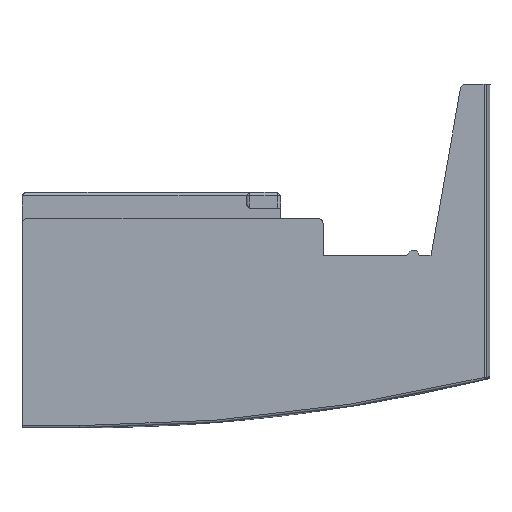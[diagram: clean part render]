
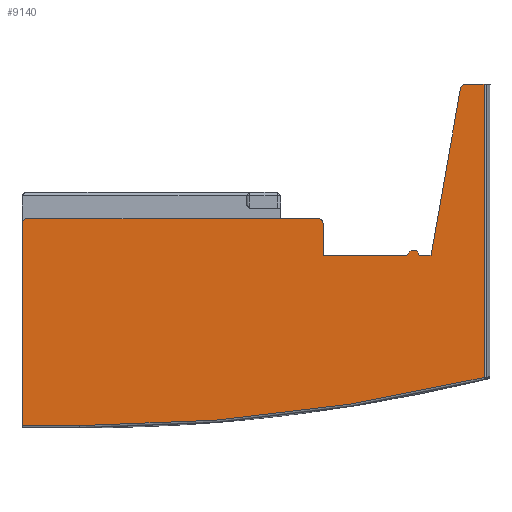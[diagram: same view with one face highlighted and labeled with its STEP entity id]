
A CAD part, left-side view. The second image highlights one B-rep face of the part: STEP entity #9140.
In plain terms, the highlighted planar face has unit normal (-1, 0, 0).
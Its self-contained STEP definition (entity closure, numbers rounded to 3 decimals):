
#89 = ORIENTED_EDGE ( 'NONE', *, *, #3134, .T. ) ;
#135 = ORIENTED_EDGE ( 'NONE', *, *, #4149, .F. ) ;
#140 = CARTESIAN_POINT ( 'NONE',  ( -26.25, -4.2, -40.2 ) ) ;
#184 = VERTEX_POINT ( 'NONE', #3386 ) ;
#239 = CARTESIAN_POINT ( 'NONE',  ( -26.25, 7., -2.08 ) ) ;
#261 = CARTESIAN_POINT ( 'NONE',  ( -26.25, -7.4, -14.5 ) ) ;
#294 = DIRECTION ( 'NONE',  ( 0., 0., 1. ) ) ;
#493 = LINE ( 'NONE', #4073, #2229 ) ;
#533 = EDGE_CURVE ( 'NONE', #6468, #4439, #8623, .T. ) ;
#546 = DIRECTION ( 'NONE',  ( 0., 0., 1. ) ) ;
#619 = DIRECTION ( 'NONE',  ( 0., 1., 0. ) ) ;
#689 = AXIS2_PLACEMENT_3D ( 'NONE', #5198, #6647, #7254 ) ;
#754 = VERTEX_POINT ( 'NONE', #261 ) ;
#914 = AXIS2_PLACEMENT_3D ( 'NONE', #8203, #8055, #4542 ) ;
#952 = VERTEX_POINT ( 'NONE', #6186 ) ;
#1026 = DIRECTION ( 'NONE',  ( 0., 0., 1. ) ) ;
#1084 = ORIENTED_EDGE ( 'NONE', *, *, #1281, .F. ) ;
#1237 = ORIENTED_EDGE ( 'NONE', *, *, #5632, .F. ) ;
#1281 = EDGE_CURVE ( 'NONE', #4998, #3446, #5145, .T. ) ;
#1465 = EDGE_CURVE ( 'NONE', #4439, #952, #5332, .T. ) ;
#1552 = DIRECTION ( 'NONE',  ( 0., 0.707, 0.707 ) ) ;
#1563 = EDGE_CURVE ( 'NONE', #754, #8841, #7652, .T. ) ;
#1719 = EDGE_CURVE ( 'NONE', #5257, #754, #493, .T. ) ;
#1842 = CARTESIAN_POINT ( 'NONE',  ( -26.25, -18.01, -0.518 ) ) ;
#1942 = EDGE_CURVE ( 'NONE', #4518, #184, #6415, .T. ) ;
#2121 = DIRECTION ( 'NONE',  ( 0., -0.985, -0.174 ) ) ;
#2229 = VECTOR ( 'NONE', #9237, 1000. ) ;
#2273 = EDGE_LOOP ( 'NONE', ( #1237, #7005, #7430, #1084, #135, #3131, #5801, #7809, #7706, #89, #4958, #3565, #3278, #7638, #3041, #9180 ) ) ;
#2317 = DIRECTION ( 'NONE',  ( 0., 1., 0. ) ) ;
#2415 = CIRCLE ( 'NONE', #6275, 0.5 ) ;
#2748 = VECTOR ( 'NONE', #619, 1000. ) ;
#2837 = CARTESIAN_POINT ( 'NONE',  ( -26.25, 7.087, -2.573 ) ) ;
#2838 = CARTESIAN_POINT ( 'NONE',  ( -26.25, -7.4, -7.258 ) ) ;
#3041 = ORIENTED_EDGE ( 'NONE', *, *, #1465, .T. ) ;
#3128 = CARTESIAN_POINT ( 'NONE',  ( -26.25, 0., 0. ) ) ;
#3131 = ORIENTED_EDGE ( 'NONE', *, *, #7780, .F. ) ;
#3134 = EDGE_CURVE ( 'NONE', #5257, #8553, #2415, .T. ) ;
#3193 = DIRECTION ( 'NONE',  ( -1., 0., 0. ) ) ;
#3278 = ORIENTED_EDGE ( 'NONE', *, *, #5924, .F. ) ;
#3386 = CARTESIAN_POINT ( 'NONE',  ( -26.25, 7.087, -2.573 ) ) ;
#3398 = VECTOR ( 'NONE', #546, 1000. ) ;
#3418 = CARTESIAN_POINT ( 'NONE',  ( -26.25, -22.2, -35.7 ) ) ;
#3446 = VERTEX_POINT ( 'NONE', #3864 ) ;
#3565 = ORIENTED_EDGE ( 'NONE', *, *, #5968, .T. ) ;
#3582 = CARTESIAN_POINT ( 'NONE',  ( -26.25, -7., -6.858 ) ) ;
#3765 = LINE ( 'NONE', #6721, #6587 ) ;
#3835 = VECTOR ( 'NONE', #5689, 1000. ) ;
#3864 = CARTESIAN_POINT ( 'NONE',  ( -26.25, -7.4, -5.127 ) ) ;
#3934 = VERTEX_POINT ( 'NONE', #8954 ) ;
#3998 = PLANE ( 'NONE',  #9158 ) ;
#4073 = CARTESIAN_POINT ( 'NONE',  ( -26.25, -4.7, -14.5 ) ) ;
#4149 = EDGE_CURVE ( 'NONE', #3934, #4998, #3765, .T. ) ;
#4216 = CARTESIAN_POINT ( 'NONE',  ( -26.25, 7.5, -2.08 ) ) ;
#4270 = LINE ( 'NONE', #3582, #3398 ) ;
#4288 = VERTEX_POINT ( 'NONE', #140 ) ;
#4342 = CARTESIAN_POINT ( 'NONE',  ( -26.25, 7.5, -2.08 ) ) ;
#4439 = VERTEX_POINT ( 'NONE', #3418 ) ;
#4518 = VERTEX_POINT ( 'NONE', #4342 ) ;
#4542 = DIRECTION ( 'NONE',  ( 0., 1., 0. ) ) ;
#4641 = VECTOR ( 'NONE', #8008, 1000. ) ;
#4686 = FACE_OUTER_BOUND ( 'NONE', #2273, .T. ) ;
#4720 = AXIS2_PLACEMENT_3D ( 'NONE', #239, #5478, #2317 ) ;
#4725 = CARTESIAN_POINT ( 'NONE',  ( -26.25, 7.5, -0.518 ) ) ;
#4840 = LINE ( 'NONE', #1842, #4641 ) ;
#4958 = ORIENTED_EDGE ( 'NONE', *, *, #9461, .F. ) ;
#4980 = VECTOR ( 'NONE', #2121, 1000. ) ;
#4998 = VERTEX_POINT ( 'NONE', #6939 ) ;
#5002 = VERTEX_POINT ( 'NONE', #4725 ) ;
#5016 = VECTOR ( 'NONE', #1026, 1000. ) ;
#5085 = VECTOR ( 'NONE', #8064, 1000. ) ;
#5145 = LINE ( 'NONE', #7387, #5085 ) ;
#5198 = CARTESIAN_POINT ( 'NONE',  ( -26.25, 127.6, -35.7 ) ) ;
#5257 = VERTEX_POINT ( 'NONE', #7122 ) ;
#5283 = CARTESIAN_POINT ( 'NONE',  ( -26.25, -7.4, -7.258 ) ) ;
#5332 = CIRCLE ( 'NONE', #689, 149.8 ) ;
#5395 = CARTESIAN_POINT ( 'NONE',  ( -26.25, -4.2, -15. ) ) ;
#5470 = VERTEX_POINT ( 'NONE', #6141 ) ;
#5478 = DIRECTION ( 'NONE',  ( -1., 0., 0. ) ) ;
#5632 = EDGE_CURVE ( 'NONE', #4518, #5002, #6576, .T. ) ;
#5689 = DIRECTION ( 'NONE',  ( 0., 0., 1. ) ) ;
#5781 = VECTOR ( 'NONE', #7494, 1000. ) ;
#5801 = ORIENTED_EDGE ( 'NONE', *, *, #8821, .F. ) ;
#5851 = LINE ( 'NONE', #2837, #4980 ) ;
#5924 = EDGE_CURVE ( 'NONE', #6468, #6256, #9314, .T. ) ;
#5968 = EDGE_CURVE ( 'NONE', #4288, #6256, #6469, .T. ) ;
#5994 = LINE ( 'NONE', #5283, #7295 ) ;
#6121 = DIRECTION ( 'NONE',  ( 0., -1., 0. ) ) ;
#6141 = CARTESIAN_POINT ( 'NONE',  ( -26.25, -7., -6.858 ) ) ;
#6173 = DIRECTION ( 'NONE',  ( -1., 0., 0. ) ) ;
#6186 = CARTESIAN_POINT ( 'NONE',  ( -26.25, -18.01, -0.518 ) ) ;
#6256 = VERTEX_POINT ( 'NONE', #7805 ) ;
#6275 = AXIS2_PLACEMENT_3D ( 'NONE', #6827, #3193, #294 ) ;
#6415 = CIRCLE ( 'NONE', #4720, 0.5 ) ;
#6468 = VERTEX_POINT ( 'NONE', #8958 ) ;
#6469 = CIRCLE ( 'NONE', #914, 0.5 ) ;
#6574 = DIRECTION ( 'NONE',  ( 0., -0.866, 0.5 ) ) ;
#6576 = LINE ( 'NONE', #4216, #9080 ) ;
#6587 = VECTOR ( 'NONE', #6574, 1000. ) ;
#6647 = DIRECTION ( 'NONE',  ( -1., 0., 0. ) ) ;
#6721 = CARTESIAN_POINT ( 'NONE',  ( -26.25, -7., -6.358 ) ) ;
#6827 = CARTESIAN_POINT ( 'NONE',  ( -26.25, -4.7, -15. ) ) ;
#6939 = CARTESIAN_POINT ( 'NONE',  ( -26.25, -7.4, -6.127 ) ) ;
#6955 = EDGE_CURVE ( 'NONE', #952, #5002, #4840, .T. ) ;
#7005 = ORIENTED_EDGE ( 'NONE', *, *, #1942, .T. ) ;
#7122 = CARTESIAN_POINT ( 'NONE',  ( -26.25, -4.7, -14.5 ) ) ;
#7214 = CARTESIAN_POINT ( 'NONE',  ( -26.25, -22.2, -40.7 ) ) ;
#7254 = DIRECTION ( 'NONE',  ( 0., -1., 0. ) ) ;
#7295 = VECTOR ( 'NONE', #1552, 1000. ) ;
#7387 = CARTESIAN_POINT ( 'NONE',  ( -26.25, -7.4, -6.127 ) ) ;
#7430 = ORIENTED_EDGE ( 'NONE', *, *, #8272, .T. ) ;
#7494 = DIRECTION ( 'NONE',  ( 0., 0., 1. ) ) ;
#7497 = CARTESIAN_POINT ( 'NONE',  ( -26.25, -7.4, -14.5 ) ) ;
#7638 = ORIENTED_EDGE ( 'NONE', *, *, #533, .T. ) ;
#7652 = LINE ( 'NONE', #7497, #5016 ) ;
#7706 = ORIENTED_EDGE ( 'NONE', *, *, #1719, .F. ) ;
#7780 = EDGE_CURVE ( 'NONE', #5470, #3934, #4270, .T. ) ;
#7805 = CARTESIAN_POINT ( 'NONE',  ( -26.25, -4.7, -40.7 ) ) ;
#7809 = ORIENTED_EDGE ( 'NONE', *, *, #1563, .F. ) ;
#8008 = DIRECTION ( 'NONE',  ( 0., 1., 0. ) ) ;
#8055 = DIRECTION ( 'NONE',  ( -1., 0., 0. ) ) ;
#8064 = DIRECTION ( 'NONE',  ( 0., 0., 1. ) ) ;
#8203 = CARTESIAN_POINT ( 'NONE',  ( -26.25, -4.7, -40.2 ) ) ;
#8227 = LINE ( 'NONE', #9527, #5781 ) ;
#8272 = EDGE_CURVE ( 'NONE', #184, #3446, #5851, .T. ) ;
#8553 = VERTEX_POINT ( 'NONE', #5395 ) ;
#8623 = LINE ( 'NONE', #7214, #3835 ) ;
#8821 = EDGE_CURVE ( 'NONE', #8841, #5470, #5994, .T. ) ;
#8841 = VERTEX_POINT ( 'NONE', #2838 ) ;
#8954 = CARTESIAN_POINT ( 'NONE',  ( -26.25, -7., -6.358 ) ) ;
#8958 = CARTESIAN_POINT ( 'NONE',  ( -26.25, -22.2, -40.7 ) ) ;
#9080 = VECTOR ( 'NONE', #9509, 1000. ) ;
#9140 = ADVANCED_FACE ( 'NONE', ( #4686 ), #3998, .T. ) ;
#9158 = AXIS2_PLACEMENT_3D ( 'NONE', #3128, #6173, #6121 ) ;
#9180 = ORIENTED_EDGE ( 'NONE', *, *, #6955, .T. ) ;
#9237 = DIRECTION ( 'NONE',  ( 0., -1., 0. ) ) ;
#9314 = LINE ( 'NONE', #9363, #2748 ) ;
#9363 = CARTESIAN_POINT ( 'NONE',  ( -26.25, -22.2, -40.7 ) ) ;
#9461 = EDGE_CURVE ( 'NONE', #4288, #8553, #8227, .T. ) ;
#9509 = DIRECTION ( 'NONE',  ( 0., 0., 1. ) ) ;
#9527 = CARTESIAN_POINT ( 'NONE',  ( -26.25, -4.2, -40.2 ) ) ;
